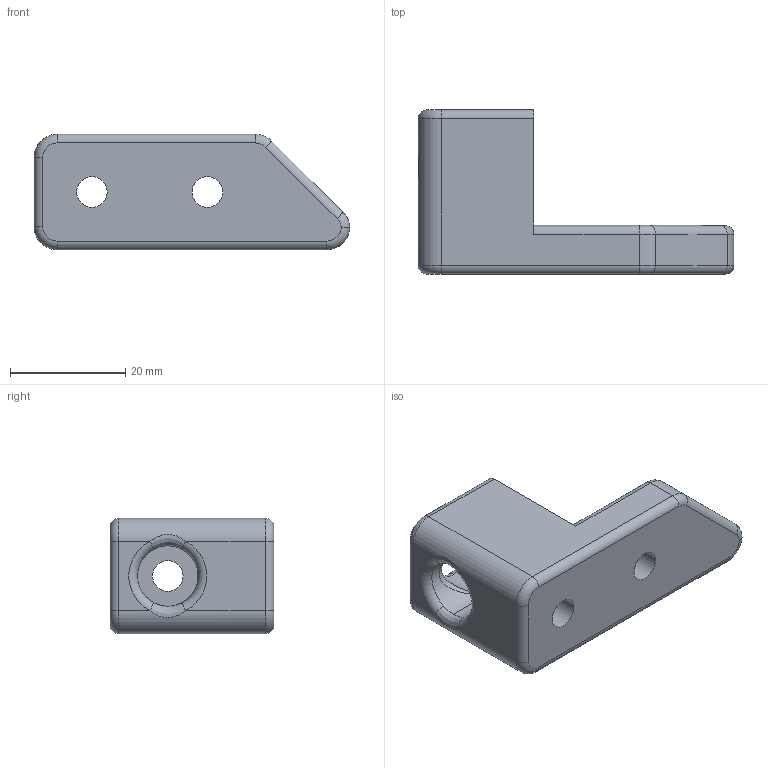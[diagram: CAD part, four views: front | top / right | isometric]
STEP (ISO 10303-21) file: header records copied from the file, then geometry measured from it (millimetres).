
FILE_DESCRIPTION (( 'STEP AP214' ), '1' );
FILE_NAME ('BFrontIdlerTop.STEP', '2025-09-18T19:07:40', ( '' ), ( '' ), 'SwSTEP 2.0', 'SolidWorks 2024', '' );
FILE_SCHEMA (( 'AUTOMOTIVE_DESIGN' ));
Length unit declared in the file: millimetre
Products named in the file (1): BFrontIdlerTop
Bounding box: 54.7 x 28.4 x 20 mm (x, y, z)
Volume: 12694.6 mm3; surface area: 5442.4 mm2
Topology: 1 solids, 1 shells, 68 faces, 167 edges, 93 vertices
Faces by surface type: cylinder 32, torus 14, plane 12, bspline 10
Entity records: 3251 total; most frequent: CARTESIAN_POINT 957, DIRECTION 334, ORIENTED_EDGE 318, EDGE_CURVE 159, AXIS2_PLACEMENT_3D 142, VERTEX_POINT 93, CIRCLE 83, EDGE_LOOP 76
